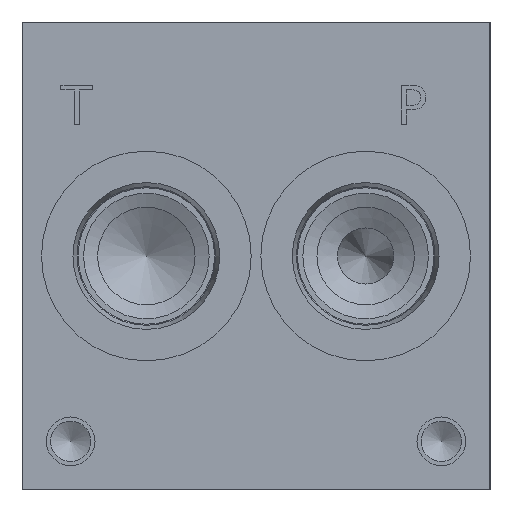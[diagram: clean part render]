
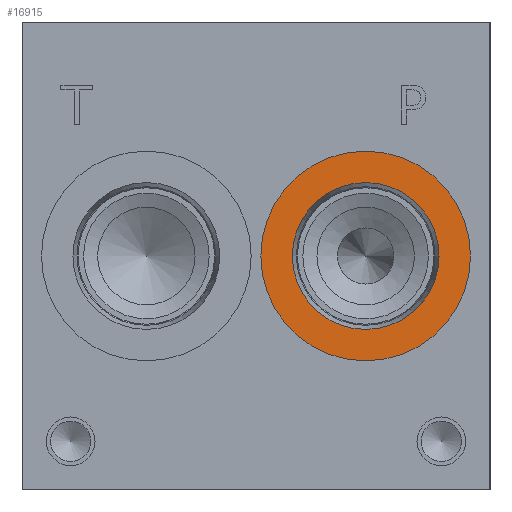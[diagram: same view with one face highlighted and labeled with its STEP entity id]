
A CAD part, left-side view. The second image highlights one B-rep face of the part: STEP entity #16915.
In plain terms, the highlighted planar face has unit normal (-1, 0, 0).
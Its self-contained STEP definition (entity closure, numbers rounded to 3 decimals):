
#763=CIRCLE('',#18131,17.069);
#764=CIRCLE('',#18132,17.069);
#765=CIRCLE('',#18133,11.951);
#906=FACE_BOUND('',#3381,.T.);
#2375=FACE_OUTER_BOUND('',#3380,.T.);
#3380=EDGE_LOOP('',(#14868,#14869));
#3381=EDGE_LOOP('',(#14870));
#7956=VERTEX_POINT('',#29342);
#7957=VERTEX_POINT('',#29343);
#7958=VERTEX_POINT('',#29346);
#10299=EDGE_CURVE('',#7956,#7957,#763,.T.);
#10300=EDGE_CURVE('',#7957,#7956,#764,.T.);
#10301=EDGE_CURVE('',#7958,#7958,#765,.T.);
#14868=ORIENTED_EDGE('',*,*,#10299,.T.);
#14869=ORIENTED_EDGE('',*,*,#10300,.T.);
#14870=ORIENTED_EDGE('',*,*,#10301,.F.);
#15486=PLANE('',#18130);
#16915=ADVANCED_FACE('',(#2375,#906),#15486,.T.);
#18130=AXIS2_PLACEMENT_3D('',#29341,#21973,#21974);
#18131=AXIS2_PLACEMENT_3D('',#29344,#21975,#21976);
#18132=AXIS2_PLACEMENT_3D('',#29345,#21977,#21978);
#18133=AXIS2_PLACEMENT_3D('',#29347,#21979,#21980);
#21973=DIRECTION('center_axis',(-1.,0.,0.));
#21974=DIRECTION('ref_axis',(0.,1.,0.));
#21975=DIRECTION('center_axis',(-1.,0.,0.));
#21976=DIRECTION('ref_axis',(0.,1.,0.));
#21977=DIRECTION('center_axis',(-1.,0.,0.));
#21978=DIRECTION('ref_axis',(0.,1.,0.));
#21979=DIRECTION('center_axis',(-1.,0.,0.));
#21980=DIRECTION('ref_axis',(0.,1.,0.));
#29341=CARTESIAN_POINT('Origin',(0.787,20.244,38.1));
#29342=CARTESIAN_POINT('',(0.787,37.313,38.1));
#29343=CARTESIAN_POINT('',(0.787,3.175,38.1));
#29344=CARTESIAN_POINT('Origin',(0.787,20.244,38.1));
#29345=CARTESIAN_POINT('Origin',(0.787,20.244,38.1));
#29346=CARTESIAN_POINT('',(0.787,8.293,38.1));
#29347=CARTESIAN_POINT('Origin',(0.787,20.244,38.1));
